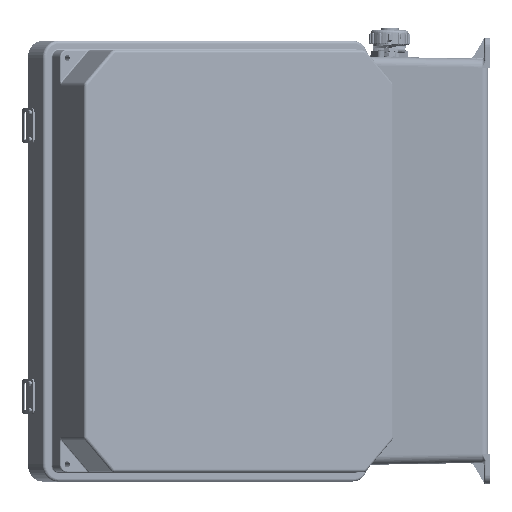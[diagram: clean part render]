
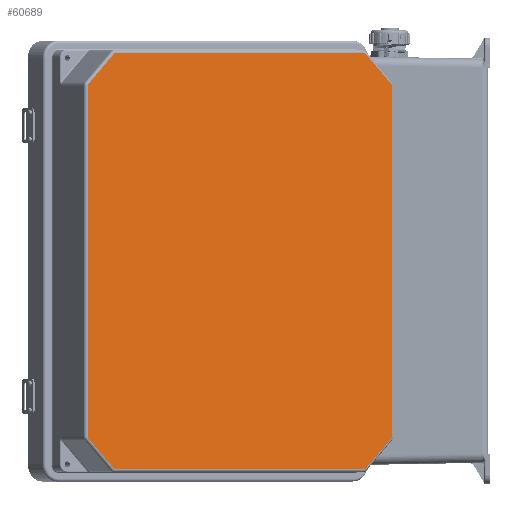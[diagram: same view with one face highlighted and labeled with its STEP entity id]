
A CAD part, left-side view. The second image highlights one B-rep face of the part: STEP entity #60689.
In plain terms, the highlighted face is planar.
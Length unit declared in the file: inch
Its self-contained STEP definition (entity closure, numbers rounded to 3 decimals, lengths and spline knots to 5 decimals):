
#1865 = AXIS2_PLACEMENT_3D ( 'NONE', #58014, #5125, #66919 ) ;
#2284 = CARTESIAN_POINT ( 'NONE',  ( -6.23622, 3.24803, -7.65748 ) ) ;
#2713 = VECTOR ( 'NONE', #34447, 39.37008 ) ;
#4099 = DIRECTION ( 'NONE',  ( 0., -1., 0. ) ) ;
#4595 = EDGE_CURVE ( 'NONE', #7783, #111011, #68265, .T. ) ;
#4808 = ORIENTED_EDGE ( 'NONE', *, *, #86661, .T. ) ;
#5125 = DIRECTION ( 'NONE',  ( 0., -1., 0. ) ) ;
#6032 = LINE ( 'NONE', #75381, #73711 ) ;
#6486 = EDGE_CURVE ( 'NONE', #90919, #93099, #16280, .T. ) ;
#7318 = DIRECTION ( 'NONE',  ( 0., 0., -1. ) ) ;
#7679 = DIRECTION ( 'NONE',  ( 0., 0., 1. ) ) ;
#7783 = VERTEX_POINT ( 'NONE', #38422 ) ;
#9762 = EDGE_CURVE ( 'NONE', #103767, #107336, #32043, .T. ) ;
#9936 = DIRECTION ( 'NONE',  ( 0., 1., 0. ) ) ;
#12116 = CARTESIAN_POINT ( 'NONE',  ( 5.1533, 3.24803, -0.44432 ) ) ;
#14277 = CARTESIAN_POINT ( 'NONE',  ( -5.09763, 3.24803, -14.8937 ) ) ;
#14590 = CARTESIAN_POINT ( 'NONE',  ( -5.09763, 3.24803, -14.81496 ) ) ;
#15770 = CARTESIAN_POINT ( 'NONE',  ( -6.15748, 3.24803, -13.75511 ) ) ;
#16280 = CIRCLE ( 'NONE', #96545, 0.07874 ) ;
#17006 = EDGE_LOOP ( 'NONE', ( #89662, #19671, #71528, #77491, #64459, #104495, #106980, #27662, #106984, #22775, #75879, #29007, #59257, #84531, #4808, #60355 ) ) ;
#17113 = CARTESIAN_POINT ( 'NONE',  ( 5.1533, 3.24803, -14.87064 ) ) ;
#17676 = EDGE_CURVE ( 'NONE', #103767, #63330, #49983, .T. ) ;
#18657 = CARTESIAN_POINT ( 'NONE',  ( 5.09763, 3.24803, -14.8937 ) ) ;
#19336 = CARTESIAN_POINT ( 'NONE',  ( 6.21316, 3.24803, -13.81078 ) ) ;
#19453 = CARTESIAN_POINT ( 'NONE',  ( 6.15748, 3.24803, -13.75511 ) ) ;
#19671 = ORIENTED_EDGE ( 'NONE', *, *, #84621, .T. ) ;
#20080 = DIRECTION ( 'NONE',  ( 0., 0., -1. ) ) ;
#21646 = EDGE_CURVE ( 'NONE', #110804, #71536, #57757, .T. ) ;
#22113 = EDGE_CURVE ( 'NONE', #72599, #29363, #48096, .T. ) ;
#22550 = DIRECTION ( 'NONE',  ( -0.707, 0., 0.707 ) ) ;
#22775 = ORIENTED_EDGE ( 'NONE', *, *, #22113, .F. ) ;
#23503 = DIRECTION ( 'NONE',  ( 0., 0., -1. ) ) ;
#24675 = DIRECTION ( 'NONE',  ( 0., 0., -1. ) ) ;
#24781 = CARTESIAN_POINT ( 'NONE',  ( 6.21316, 3.24803, -1.50418 ) ) ;
#26066 = DIRECTION ( 'NONE',  ( 0., 0., 1. ) ) ;
#27662 = ORIENTED_EDGE ( 'NONE', *, *, #54535, .T. ) ;
#28261 = DIRECTION ( 'NONE',  ( 0., 0., -1. ) ) ;
#29007 = ORIENTED_EDGE ( 'NONE', *, *, #96794, .F. ) ;
#29363 = VERTEX_POINT ( 'NONE', #87048 ) ;
#31705 = VERTEX_POINT ( 'NONE', #44532 ) ;
#32043 = CIRCLE ( 'NONE', #111114, 0.07874 ) ;
#34447 = DIRECTION ( 'NONE',  ( 0.707, 0., 0.707 ) ) ;
#34546 = CARTESIAN_POINT ( 'NONE',  ( 0., 3.24803, -0.32283 ) ) ;
#35256 = LINE ( 'NONE', #36594, #56021 ) ;
#36594 = CARTESIAN_POINT ( 'NONE',  ( -6.21316, 3.24803, -1.50418 ) ) ;
#36866 = CARTESIAN_POINT ( 'NONE',  ( 5.09763, 3.24803, -0.42126 ) ) ;
#36982 = DIRECTION ( 'NONE',  ( 0., 1., 0. ) ) ;
#38422 = CARTESIAN_POINT ( 'NONE',  ( -5.09763, 3.24803, -0.42126 ) ) ;
#42261 = CIRCLE ( 'NONE', #93856, 0.07874 ) ;
#42490 = VERTEX_POINT ( 'NONE', #84507 ) ;
#43377 = EDGE_CURVE ( 'NONE', #7783, #31705, #108269, .T. ) ;
#44532 = CARTESIAN_POINT ( 'NONE',  ( 5.09763, 3.24803, -0.42126 ) ) ;
#45706 = DIRECTION ( 'NONE',  ( 1., 0., 0. ) ) ;
#48096 = LINE ( 'NONE', #2284, #85821 ) ;
#49919 = CIRCLE ( 'NONE', #1865, 0.07874 ) ;
#49983 = LINE ( 'NONE', #18657, #74113 ) ;
#50185 = CARTESIAN_POINT ( 'NONE',  ( -5.1533, 3.24803, -0.44432 ) ) ;
#50283 = CIRCLE ( 'NONE', #91601, 0.07874 ) ;
#53702 = CARTESIAN_POINT ( 'NONE',  ( 6.23622, 3.24803, -1.55985 ) ) ;
#54535 = EDGE_CURVE ( 'NONE', #107336, #70520, #6032, .T. ) ;
#55628 = DIRECTION ( 'NONE',  ( 0.707, 0., -0.707 ) ) ;
#56021 = VECTOR ( 'NONE', #64454, 39.37008 ) ;
#56272 = VERTEX_POINT ( 'NONE', #53702 ) ;
#56987 = CARTESIAN_POINT ( 'NONE',  ( -6.15748, 3.24803, -1.55985 ) ) ;
#57757 = LINE ( 'NONE', #81825, #112518 ) ;
#57843 = EDGE_CURVE ( 'NONE', #63330, #86021, #49919, .T. ) ;
#58014 = CARTESIAN_POINT ( 'NONE',  ( 5.09763, 3.24803, -14.81496 ) ) ;
#59257 = ORIENTED_EDGE ( 'NONE', *, *, #4595, .F. ) ;
#59814 = CARTESIAN_POINT ( 'NONE',  ( -6.21316, 3.24803, -13.81078 ) ) ;
#60206 = CARTESIAN_POINT ( 'NONE',  ( 6.23622, 3.24803, -7.65748 ) ) ;
#60355 = ORIENTED_EDGE ( 'NONE', *, *, #21646, .T. ) ;
#60575 = DIRECTION ( 'NONE',  ( 0., -1., 0. ) ) ;
#60689 = ADVANCED_FACE ( 'NONE', ( #85608 ), #70143, .T. ) ;
#62825 = CARTESIAN_POINT ( 'NONE',  ( 6.15748, 3.24803, -1.55985 ) ) ;
#63141 = AXIS2_PLACEMENT_3D ( 'NONE', #113446, #60575, #7679 ) ;
#63330 = VERTEX_POINT ( 'NONE', #83574 ) ;
#64454 = DIRECTION ( 'NONE',  ( -0.707, 0., -0.707 ) ) ;
#64459 = ORIENTED_EDGE ( 'NONE', *, *, #57843, .F. ) ;
#65357 = EDGE_CURVE ( 'NONE', #42490, #72599, #74032, .T. ) ;
#65882 = DIRECTION ( 'NONE',  ( 0., 0., 1. ) ) ;
#66919 = DIRECTION ( 'NONE',  ( 0., 0., -1. ) ) ;
#68265 = CIRCLE ( 'NONE', #63141, 0.07874 ) ;
#70143 = PLANE ( 'NONE',  #76944 ) ;
#70520 = VERTEX_POINT ( 'NONE', #59814 ) ;
#71521 = DIRECTION ( 'NONE',  ( 1., 0., 0. ) ) ;
#71528 = ORIENTED_EDGE ( 'NONE', *, *, #6486, .F. ) ;
#71536 = VERTEX_POINT ( 'NONE', #24781 ) ;
#71679 = DIRECTION ( 'NONE',  ( 0., 0., 1. ) ) ;
#72599 = VERTEX_POINT ( 'NONE', #75495 ) ;
#73711 = VECTOR ( 'NONE', #22550, 39.37008 ) ;
#74032 = CIRCLE ( 'NONE', #107079, 0.07874 ) ;
#74113 = VECTOR ( 'NONE', #71521, 39.37008 ) ;
#75381 = CARTESIAN_POINT ( 'NONE',  ( -6.21316, 3.24803, -13.81078 ) ) ;
#75495 = CARTESIAN_POINT ( 'NONE',  ( -6.23622, 3.24803, -1.55985 ) ) ;
#75879 = ORIENTED_EDGE ( 'NONE', *, *, #65357, .F. ) ;
#76310 = DIRECTION ( 'NONE',  ( 0., 1., 0. ) ) ;
#76944 = AXIS2_PLACEMENT_3D ( 'NONE', #34546, #78892, #26066 ) ;
#77491 = ORIENTED_EDGE ( 'NONE', *, *, #87676, .F. ) ;
#77507 = DIRECTION ( 'NONE',  ( 0., 1., 0. ) ) ;
#77547 = CIRCLE ( 'NONE', #81901, 0.07874 ) ;
#78302 = LINE ( 'NONE', #87255, #2713 ) ;
#78892 = DIRECTION ( 'NONE',  ( 0., 1., 0. ) ) ;
#79827 = CARTESIAN_POINT ( 'NONE',  ( -5.1533, 3.24803, -14.87064 ) ) ;
#79995 = EDGE_CURVE ( 'NONE', #70520, #29363, #42261, .T. ) ;
#81106 = DIRECTION ( 'NONE',  ( 0., -1., 0. ) ) ;
#81621 = VECTOR ( 'NONE', #7318, 39.37008 ) ;
#81825 = CARTESIAN_POINT ( 'NONE',  ( 6.21316, 3.24803, -1.50418 ) ) ;
#81901 = AXIS2_PLACEMENT_3D ( 'NONE', #62825, #9936, #71679 ) ;
#81933 = LINE ( 'NONE', #60206, #81621 ) ;
#83574 = CARTESIAN_POINT ( 'NONE',  ( 5.09763, 3.24803, -14.8937 ) ) ;
#84507 = CARTESIAN_POINT ( 'NONE',  ( -6.21316, 3.24803, -1.50418 ) ) ;
#84531 = ORIENTED_EDGE ( 'NONE', *, *, #43377, .T. ) ;
#84621 = EDGE_CURVE ( 'NONE', #56272, #93099, #81933, .T. ) ;
#85608 = FACE_OUTER_BOUND ( 'NONE', #17006, .T. ) ;
#85821 = VECTOR ( 'NONE', #20080, 39.37008 ) ;
#86021 = VERTEX_POINT ( 'NONE', #17113 ) ;
#86661 = EDGE_CURVE ( 'NONE', #31705, #110804, #50283, .T. ) ;
#87048 = CARTESIAN_POINT ( 'NONE',  ( -6.23622, 3.24803, -13.75511 ) ) ;
#87255 = CARTESIAN_POINT ( 'NONE',  ( 6.21316, 3.24803, -13.81078 ) ) ;
#87676 = EDGE_CURVE ( 'NONE', #86021, #90919, #78302, .T. ) ;
#89078 = EDGE_CURVE ( 'NONE', #71536, #56272, #77547, .T. ) ;
#89662 = ORIENTED_EDGE ( 'NONE', *, *, #89078, .T. ) ;
#89852 = CARTESIAN_POINT ( 'NONE',  ( 5.09763, 3.24803, -0.5 ) ) ;
#90919 = VERTEX_POINT ( 'NONE', #19336 ) ;
#91601 = AXIS2_PLACEMENT_3D ( 'NONE', #89852, #36982, #98831 ) ;
#93099 = VERTEX_POINT ( 'NONE', #107576 ) ;
#93856 = AXIS2_PLACEMENT_3D ( 'NONE', #15770, #77507, #24675 ) ;
#96545 = AXIS2_PLACEMENT_3D ( 'NONE', #19453, #81106, #28261 ) ;
#96794 = EDGE_CURVE ( 'NONE', #111011, #42490, #35256, .T. ) ;
#98831 = DIRECTION ( 'NONE',  ( 0., 0., 1. ) ) ;
#103767 = VERTEX_POINT ( 'NONE', #14277 ) ;
#104495 = ORIENTED_EDGE ( 'NONE', *, *, #17676, .F. ) ;
#106980 = ORIENTED_EDGE ( 'NONE', *, *, #9762, .T. ) ;
#106984 = ORIENTED_EDGE ( 'NONE', *, *, #79995, .T. ) ;
#107079 = AXIS2_PLACEMENT_3D ( 'NONE', #56987, #4099, #65882 ) ;
#107336 = VERTEX_POINT ( 'NONE', #79827 ) ;
#107576 = CARTESIAN_POINT ( 'NONE',  ( 6.23622, 3.24803, -13.75511 ) ) ;
#107784 = VECTOR ( 'NONE', #45706, 39.37008 ) ;
#108269 = LINE ( 'NONE', #36866, #107784 ) ;
#110804 = VERTEX_POINT ( 'NONE', #12116 ) ;
#111011 = VERTEX_POINT ( 'NONE', #50185 ) ;
#111114 = AXIS2_PLACEMENT_3D ( 'NONE', #14590, #76310, #23503 ) ;
#112518 = VECTOR ( 'NONE', #55628, 39.37008 ) ;
#113446 = CARTESIAN_POINT ( 'NONE',  ( -5.09763, 3.24803, -0.5 ) ) ;
